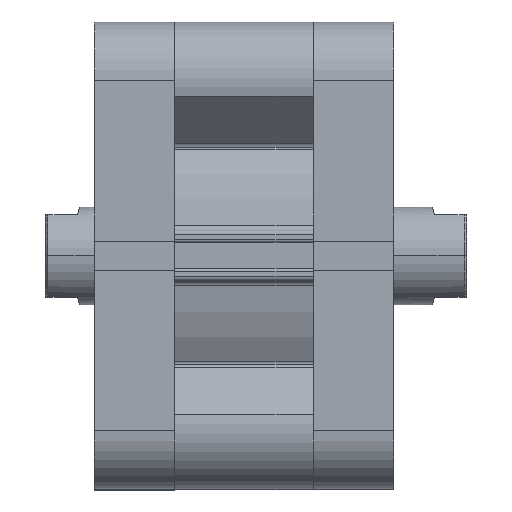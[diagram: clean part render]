
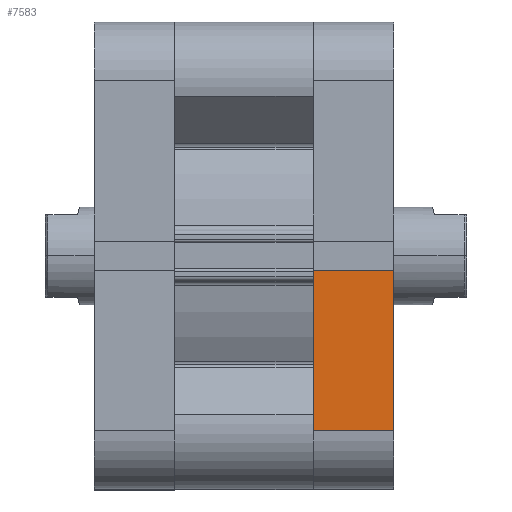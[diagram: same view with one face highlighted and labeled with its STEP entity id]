
A CAD part, top view. The second image highlights one B-rep face of the part: STEP entity #7583.
In plain terms, the highlighted planar face has unit normal (0, 0, 1).
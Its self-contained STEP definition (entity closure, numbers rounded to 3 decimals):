
#1134 = CARTESIAN_POINT ( 'NONE',  ( -66.882, -2.97, 48. ) ) ;
#1137 = DIRECTION ( 'NONE',  ( 1., 0., 0. ) ) ;
#1226 = CARTESIAN_POINT ( 'NONE',  ( 17.5, 0., 48. ) ) ;
#1227 = DIRECTION ( 'NONE',  ( 0., -1., 0. ) ) ;
#1655 = PLANE ( 'NONE',  #2708 ) ;
#1659 = CARTESIAN_POINT ( 'NONE',  ( -66.882, 0., 48. ) ) ;
#1669 = DIRECTION ( 'NONE',  ( 0., 0., 1. ) ) ;
#1670 = DIRECTION ( 'NONE',  ( 1., 0., 0. ) ) ;
#2708 = AXIS2_PLACEMENT_3D ( 'NONE', #1659, #1669, #1670 ) ;
#3134 = FACE_OUTER_BOUND ( 'NONE', #6213, .T. ) ;
#4017 = CARTESIAN_POINT ( 'NONE',  ( 1., -2.97, 48. ) ) ;
#4169 = CARTESIAN_POINT ( 'NONE',  ( 1., -36., 48. ) ) ;
#4173 = CARTESIAN_POINT ( 'NONE',  ( 17.5, -2.97, 48. ) ) ;
#4181 = CARTESIAN_POINT ( 'NONE',  ( 17.5, -36., 48. ) ) ;
#5315 = CARTESIAN_POINT ( 'NONE',  ( -66.882, -36., 48. ) ) ;
#5318 = DIRECTION ( 'NONE',  ( 1., 0., 0. ) ) ;
#5445 = CARTESIAN_POINT ( 'NONE',  ( 1., 0., 48. ) ) ;
#5452 = DIRECTION ( 'NONE',  ( 0., 1., 0. ) ) ;
#5653 = EDGE_CURVE ( 'NONE', #8052, #8065, #6835, .T. ) ;
#5709 = EDGE_CURVE ( 'NONE', #8052, #7898, #6922, .T. ) ;
#5823 = EDGE_CURVE ( 'NONE', #7898, #8056, #7086, .T. ) ;
#5862 = EDGE_CURVE ( 'NONE', #8056, #8065, #7152, .T. ) ;
#6213 = EDGE_LOOP ( 'NONE', ( #7438, #7389, #7323, #7489 ) ) ;
#6835 = LINE ( 'NONE', #5315, #6840 ) ;
#6840 = VECTOR ( 'NONE', #5318, 1000. ) ;
#6922 = LINE ( 'NONE', #5445, #6926 ) ;
#6926 = VECTOR ( 'NONE', #5452, 1000. ) ;
#7086 = LINE ( 'NONE', #1134, #7095 ) ;
#7095 = VECTOR ( 'NONE', #1137, 1000. ) ;
#7152 = LINE ( 'NONE', #1226, #7153 ) ;
#7153 = VECTOR ( 'NONE', #1227, 1000. ) ;
#7323 = ORIENTED_EDGE ( 'NONE', *, *, #5653, .T. ) ;
#7389 = ORIENTED_EDGE ( 'NONE', *, *, #5709, .F. ) ;
#7438 = ORIENTED_EDGE ( 'NONE', *, *, #5823, .F. ) ;
#7489 = ORIENTED_EDGE ( 'NONE', *, *, #5862, .F. ) ;
#7583 = ADVANCED_FACE ( 'NONE', ( #3134 ), #1655, .T. ) ;
#7898 = VERTEX_POINT ( 'NONE', #4017 ) ;
#8052 = VERTEX_POINT ( 'NONE', #4169 ) ;
#8056 = VERTEX_POINT ( 'NONE', #4173 ) ;
#8065 = VERTEX_POINT ( 'NONE', #4181 ) ;
